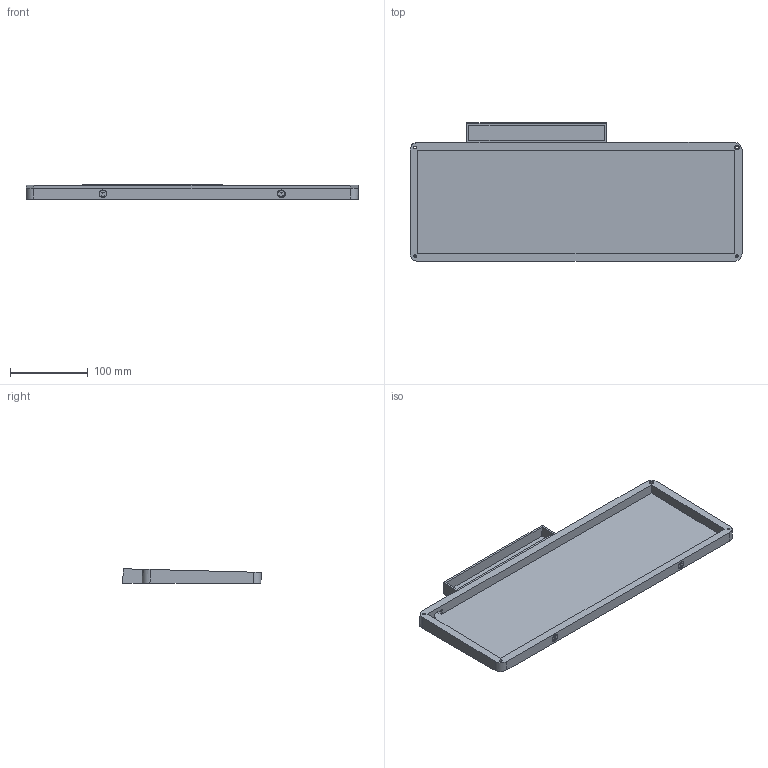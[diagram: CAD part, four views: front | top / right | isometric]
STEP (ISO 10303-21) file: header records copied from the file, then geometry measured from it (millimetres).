
FILE_DESCRIPTION(/* description */ ('','CAx-IF Rec.Pracs.---Representation and Presentation of Product Manufacturing Information (PMI)---4.0---2014-10-13'),/* implementation_level */ '2;1');
FILE_NAME(/* name */ 'Bottom.step',/* time_stamp */ '2025-03-09T14:04:16+01:00',/* author */ (''),/* organization */ (''),/* preprocessor_version */ 'ST-DEVELOPER v20',/* originating_system */ 'Autodesk Translation Framework v13.20.0.188',/* authorisation */ '');
FILE_SCHEMA (('AP242_MANAGED_MODEL_BASED_3D_ENGINEERING_MIM_LF { 1 0 10303 442 1 1 4 }'));
Length unit declared in the file: millimetre
Products named in the file (1): Speedykeeb_case
Bounding box: 428 x 178.41 x 18.65 mm (x, y, z)
Volume: 368874.9 mm3; surface area: 180315.4 mm2
Topology: 1 solids, 1 shells, 74 faces, 172 edges, 114 vertices
Faces by surface type: plane 47, cylinder 27
Full cylindrical faces by diameter (mm): 1.009 x4, 3.4 x4, 5.8 x5, 9.085 x2, 10.095 x2
Entity records: 2193 total; most frequent: DIRECTION 382, CARTESIAN_POINT 362, ORIENTED_EDGE 346, EDGE_CURVE 173, AXIS2_PLACEMENT_3D 134, LINE 114, VECTOR 114, VERTEX_POINT 114
